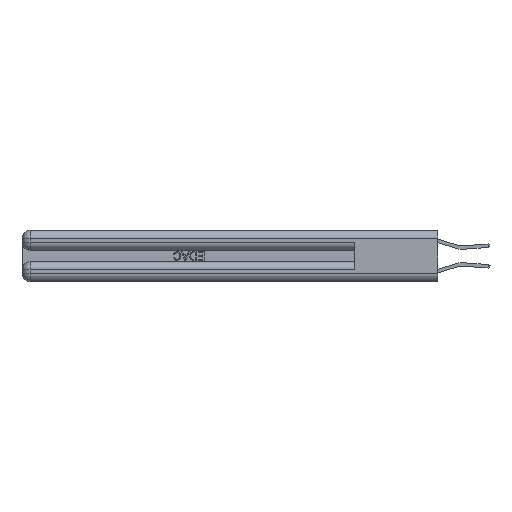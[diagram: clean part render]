
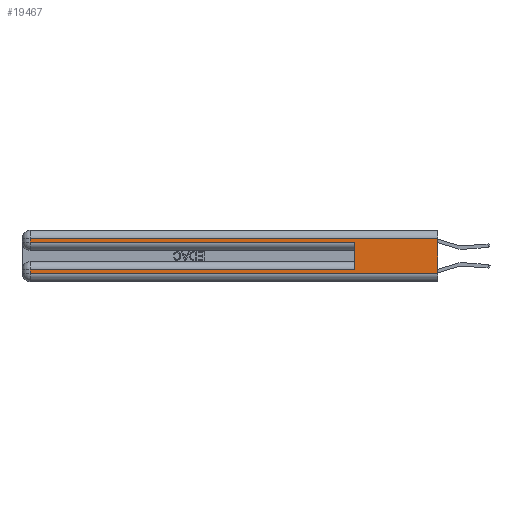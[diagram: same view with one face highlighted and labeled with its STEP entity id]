
A CAD part, left-side view. The second image highlights one B-rep face of the part: STEP entity #19467.
In plain terms, the highlighted planar face has unit normal (-1, 0, 0).
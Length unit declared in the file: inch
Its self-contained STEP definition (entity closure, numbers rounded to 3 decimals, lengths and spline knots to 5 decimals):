
#1001 = VECTOR ( 'NONE', #28068, 39.37008 ) ;
#1162 = ORIENTED_EDGE ( 'NONE', *, *, #21925, .T. ) ;
#1207 = EDGE_CURVE ( 'NONE', #21191, #1959, #8098, .T. ) ;
#1405 = EDGE_LOOP ( 'NONE', ( #16337, #27011, #24084, #2670, #23618, #29641, #1162, #15746 ) ) ;
#1730 = EDGE_CURVE ( 'NONE', #29168, #28104, #32255, .T. ) ;
#1959 = VERTEX_POINT ( 'NONE', #21993 ) ;
#2313 = EDGE_CURVE ( 'NONE', #31668, #28576, #13838, .T. ) ;
#2666 = LINE ( 'NONE', #28035, #24762 ) ;
#2670 = ORIENTED_EDGE ( 'NONE', *, *, #1207, .T. ) ;
#5683 = DIRECTION ( 'NONE',  ( 0., -1., 0. ) ) ;
#5977 = VERTEX_POINT ( 'NONE', #12095 ) ;
#6673 = CARTESIAN_POINT ( 'NONE',  ( 0., 2.94, 0.285 ) ) ;
#6957 = VERTEX_POINT ( 'NONE', #22022 ) ;
#7394 = AXIS2_PLACEMENT_3D ( 'NONE', #20941, #26080, #34404 ) ;
#8098 = LINE ( 'NONE', #9200, #30600 ) ;
#8851 = CARTESIAN_POINT ( 'NONE',  ( 0., 0.6, 0.145 ) ) ;
#9200 = CARTESIAN_POINT ( 'NONE',  ( 0., 0., 0.285 ) ) ;
#9429 = CARTESIAN_POINT ( 'NONE',  ( 0., 2.94, 0.37 ) ) ;
#9955 = DIRECTION ( 'NONE',  ( 0., -1., 0. ) ) ;
#11447 = VECTOR ( 'NONE', #28733, 39.37008 ) ;
#11759 = EDGE_CURVE ( 'NONE', #29168, #5977, #17780, .T. ) ;
#11779 = CARTESIAN_POINT ( 'NONE',  ( 0., 2.94, 0.37 ) ) ;
#12095 = CARTESIAN_POINT ( 'NONE',  ( 0., 0., 0.06 ) ) ;
#13838 = LINE ( 'NONE', #16914, #23732 ) ;
#15746 = ORIENTED_EDGE ( 'NONE', *, *, #28234, .T. ) ;
#16325 = FACE_OUTER_BOUND ( 'NONE', #1405, .T. ) ;
#16337 = ORIENTED_EDGE ( 'NONE', *, *, #11759, .F. ) ;
#16832 = DIRECTION ( 'NONE',  ( 0., 1., 0. ) ) ;
#16914 = CARTESIAN_POINT ( 'NONE',  ( 0., 0., 0.085 ) ) ;
#17434 = PLANE ( 'NONE',  #7394 ) ;
#17780 = LINE ( 'NONE', #23264, #35034 ) ;
#19253 = LINE ( 'NONE', #8851, #1001 ) ;
#19467 = ADVANCED_FACE ( 'NONE', ( #16325 ), #17434, .F. ) ;
#20941 = CARTESIAN_POINT ( 'NONE',  ( 0., 0., 0.37 ) ) ;
#21191 = VERTEX_POINT ( 'NONE', #6673 ) ;
#21516 = CARTESIAN_POINT ( 'NONE',  ( 0., 0.6, 0.085 ) ) ;
#21806 = CARTESIAN_POINT ( 'NONE',  ( 0., 2.94, 0.31 ) ) ;
#21925 = EDGE_CURVE ( 'NONE', #28576, #6957, #31720, .T. ) ;
#21975 = CARTESIAN_POINT ( 'NONE',  ( 0., 2.94, 0.085 ) ) ;
#21993 = CARTESIAN_POINT ( 'NONE',  ( 0., 0.6, 0.285 ) ) ;
#22022 = CARTESIAN_POINT ( 'NONE',  ( 0., 2.94, 0.06 ) ) ;
#22179 = LINE ( 'NONE', #11779, #28609 ) ;
#22239 = DIRECTION ( 'NONE',  ( 0., 1., 0. ) ) ;
#22654 = DIRECTION ( 'NONE',  ( 0., 0., -1. ) ) ;
#23264 = CARTESIAN_POINT ( 'NONE',  ( 0., 0., 0.37 ) ) ;
#23618 = ORIENTED_EDGE ( 'NONE', *, *, #29484, .F. ) ;
#23732 = VECTOR ( 'NONE', #22239, 39.37008 ) ;
#24084 = ORIENTED_EDGE ( 'NONE', *, *, #31392, .T. ) ;
#24762 = VECTOR ( 'NONE', #5683, 39.37008 ) ;
#24939 = VECTOR ( 'NONE', #16832, 39.37008 ) ;
#26080 = DIRECTION ( 'NONE',  ( 1., 0., 0. ) ) ;
#27011 = ORIENTED_EDGE ( 'NONE', *, *, #1730, .T. ) ;
#28035 = CARTESIAN_POINT ( 'NONE',  ( 0., 0., 0.06 ) ) ;
#28068 = DIRECTION ( 'NONE',  ( 0., 0., 1. ) ) ;
#28104 = VERTEX_POINT ( 'NONE', #21806 ) ;
#28234 = EDGE_CURVE ( 'NONE', #6957, #5977, #2666, .T. ) ;
#28576 = VERTEX_POINT ( 'NONE', #21975 ) ;
#28609 = VECTOR ( 'NONE', #22654, 39.37008 ) ;
#28733 = DIRECTION ( 'NONE',  ( 0., 0., -1. ) ) ;
#29168 = VERTEX_POINT ( 'NONE', #29653 ) ;
#29484 = EDGE_CURVE ( 'NONE', #31668, #1959, #19253, .T. ) ;
#29641 = ORIENTED_EDGE ( 'NONE', *, *, #2313, .T. ) ;
#29653 = CARTESIAN_POINT ( 'NONE',  ( 0., 0., 0.31 ) ) ;
#30600 = VECTOR ( 'NONE', #9955, 39.37008 ) ;
#31392 = EDGE_CURVE ( 'NONE', #28104, #21191, #22179, .T. ) ;
#31458 = DIRECTION ( 'NONE',  ( 0., 0., -1. ) ) ;
#31668 = VERTEX_POINT ( 'NONE', #21516 ) ;
#31720 = LINE ( 'NONE', #9429, #11447 ) ;
#32255 = LINE ( 'NONE', #33556, #24939 ) ;
#33556 = CARTESIAN_POINT ( 'NONE',  ( 0., 0., 0.31 ) ) ;
#34404 = DIRECTION ( 'NONE',  ( 0., 0., -1. ) ) ;
#35034 = VECTOR ( 'NONE', #31458, 39.37008 ) ;
